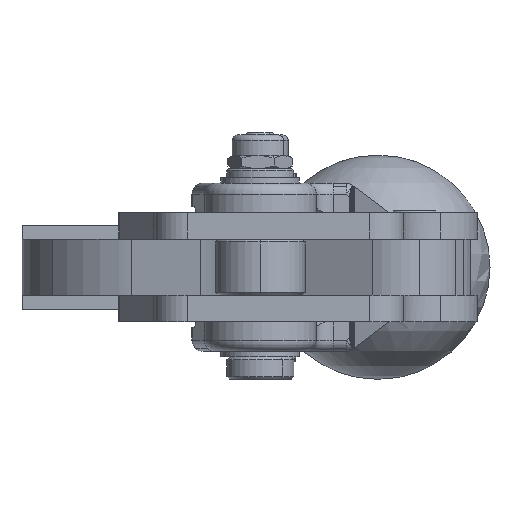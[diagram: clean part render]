
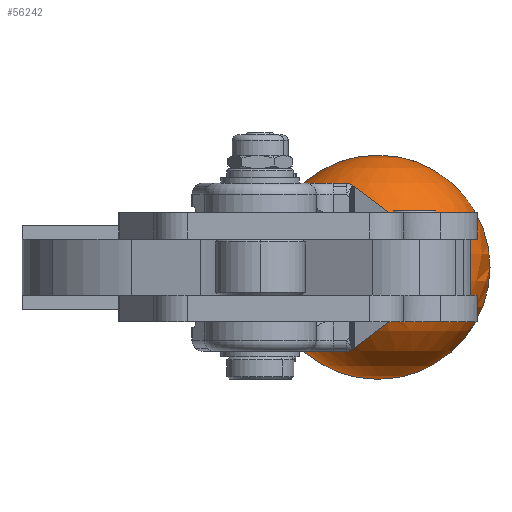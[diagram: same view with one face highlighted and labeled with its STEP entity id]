
A CAD part, front view. The second image highlights one B-rep face of the part: STEP entity #56242.
In plain terms, the highlighted spherical face has radius 20 mm.
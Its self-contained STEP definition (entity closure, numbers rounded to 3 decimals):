
#49=CARTESIAN_POINT('',(64.536,373.295,-21.64));
#50=VERTEX_POINT('',#49);
#51=CARTESIAN_POINT('',(64.536,373.295,-1.64));
#52=DIRECTION('',(0.0,-1.0,0.0));
#53=DIRECTION('',(0.0,0.0,1.0));
#54=AXIS2_PLACEMENT_3D('',#51,#52,#53);
#55=CIRCLE('',#54,20.0);
#56=EDGE_CURVE('',#50,#50,#55,.T.);
#56223=CARTESIAN_POINT('',(64.536,373.295,-1.64));
#56224=DIRECTION('',(0.0,0.0,1.0));
#56225=DIRECTION('',(1.0,0.0,0.0));
#56226=AXIS2_PLACEMENT_3D('',#56223,#56224,#56225);
#56227=SPHERICAL_SURFACE('',#56226,20.0);
#56228=ORIENTED_EDGE('',*,*,#56,.T.);
#56229=EDGE_LOOP('',(#56228));
#56230=FACE_OUTER_BOUND('',#56229,.T.);
#56231=CARTESIAN_POINT('',(55.818,355.295,-1.64));
#56232=VERTEX_POINT('',#56231);
#56233=CARTESIAN_POINT('',(64.536,355.295,-1.64));
#56234=DIRECTION('',(0.0,1.0,0.0));
#56235=DIRECTION('',(-1.0,0.0,0.0));
#56236=AXIS2_PLACEMENT_3D('',#56233,#56234,#56235);
#56237=CIRCLE('',#56236,8.718);
#56238=EDGE_CURVE('',#56232,#56232,#56237,.T.);
#56239=ORIENTED_EDGE('',*,*,#56238,.T.);
#56240=EDGE_LOOP('',(#56239));
#56241=FACE_BOUND('',#56240,.T.);
#56242=ADVANCED_FACE('',(#56230,#56241),#56227,.T.);
